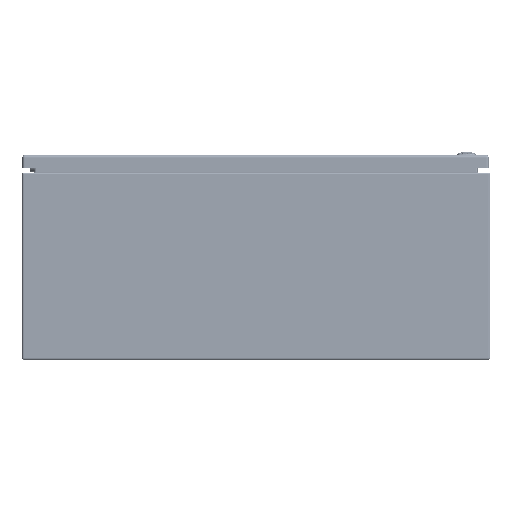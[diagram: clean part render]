
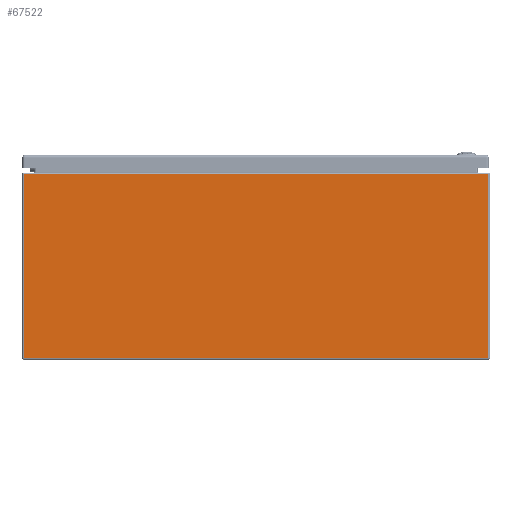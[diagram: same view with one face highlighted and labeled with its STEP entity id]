
A CAD part, front view. The second image highlights one B-rep face of the part: STEP entity #67522.
In plain terms, the highlighted planar face has unit normal (0, -1, 0).
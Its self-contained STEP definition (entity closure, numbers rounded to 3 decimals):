
#6829=LINE('',#94871,#10962);
#6832=LINE('',#94894,#10965);
#6849=LINE('',#94955,#10982);
#6858=LINE('',#94979,#10991);
#10962=VECTOR('',#78602,0.394);
#10965=VECTOR('',#78627,0.394);
#10982=VECTOR('',#78708,0.394);
#10991=VECTOR('',#78743,0.394);
#16211=FACE_OUTER_BOUND('',#20389,.T.);
#20389=EDGE_LOOP('',(#44920,#44921,#44922,#44923));
#27414=VERTEX_POINT('',#94863);
#27416=VERTEX_POINT('',#94869);
#27422=VERTEX_POINT('',#94886);
#27425=VERTEX_POINT('',#94893);
#34113=EDGE_CURVE('',#27416,#27414,#6829,.T.);
#34123=EDGE_CURVE('',#27422,#27425,#6832,.T.);
#34156=EDGE_CURVE('',#27425,#27416,#6849,.T.);
#34170=EDGE_CURVE('',#27422,#27414,#6858,.T.);
#44920=ORIENTED_EDGE('',*,*,#34113,.F.);
#44921=ORIENTED_EDGE('',*,*,#34156,.F.);
#44922=ORIENTED_EDGE('',*,*,#34123,.F.);
#44923=ORIENTED_EDGE('',*,*,#34170,.T.);
#66038=PLANE('',#72577);
#67522=ADVANCED_FACE('',(#16211),#66038,.F.);
#72577=AXIS2_PLACEMENT_3D('',#94978,#78741,#78742);
#78602=DIRECTION('',(0.,0.,-1.));
#78627=DIRECTION('',(0.,0.,1.));
#78708=DIRECTION('',(1.,0.,0.));
#78741=DIRECTION('center_axis',(0.,1.,0.));
#78742=DIRECTION('ref_axis',(1.,0.,0.));
#78743=DIRECTION('',(1.,0.,0.));
#94863=CARTESIAN_POINT('',(14.901,-15.,0.099));
#94869=CARTESIAN_POINT('',(14.901,-15.,11.901));
#94871=CARTESIAN_POINT('',(14.901,-15.,6.009));
#94886=CARTESIAN_POINT('',(-14.901,-15.,0.099));
#94893=CARTESIAN_POINT('',(-14.901,-15.,11.901));
#94894=CARTESIAN_POINT('',(-14.901,-15.,6.009));
#94955=CARTESIAN_POINT('',(10.437,-15.,11.901));
#94978=CARTESIAN_POINT('Origin',(0.,-15.,6.009));
#94979=CARTESIAN_POINT('',(0.,-15.,0.099));
